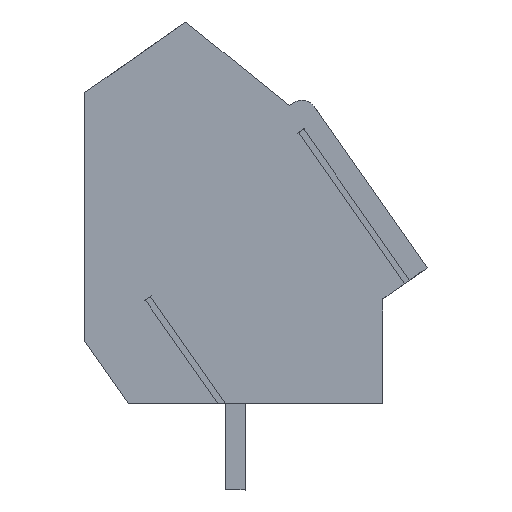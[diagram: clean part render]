
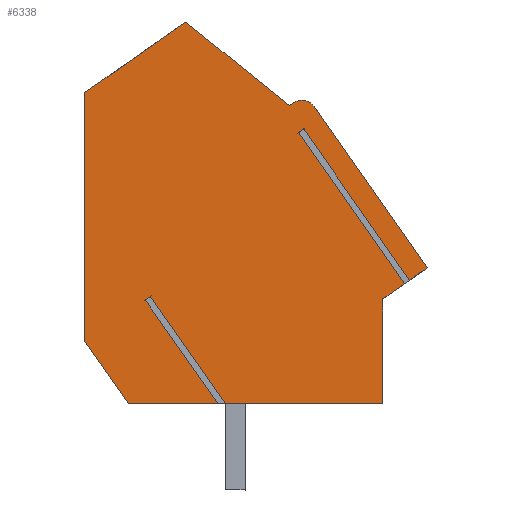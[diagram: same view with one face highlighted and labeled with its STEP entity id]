
A CAD part, left-side view. The second image highlights one B-rep face of the part: STEP entity #6338.
In plain terms, the highlighted planar face has unit normal (-1, 0, 0).
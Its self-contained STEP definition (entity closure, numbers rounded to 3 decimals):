
#4917=AXIS2_PLACEMENT_3D('Circle Axis2P3D',#4915,#4916,$) ;
#6278=AXIS2_PLACEMENT_3D('Plane Axis2P3D',#6275,#6276,#6277) ;
#4563=CARTESIAN_POINT('Vertex',(0.,1.8,3.5)) ;
#4566=CARTESIAN_POINT('Line Origine',(0.,4.996,3.5)) ;
#4570=CARTESIAN_POINT('Vertex',(0.,8.192,3.5)) ;
#4591=CARTESIAN_POINT('Vertex',(0.,8.496,3.5)) ;
#4594=CARTESIAN_POINT('Line Origine',(0.,10.312,3.5)) ;
#4598=CARTESIAN_POINT('Vertex',(0.,12.128,3.5)) ;
#4686=CARTESIAN_POINT('Line Origine',(0.,13.014,4.765)) ;
#4690=CARTESIAN_POINT('Vertex',(0.,13.9,6.03)) ;
#4711=CARTESIAN_POINT('Line Origine',(0.,13.9,11.081)) ;
#4715=CARTESIAN_POINT('Vertex',(0.,13.9,16.132)) ;
#4804=CARTESIAN_POINT('Line Origine',(0.,11.852,17.566)) ;
#4808=CARTESIAN_POINT('Vertex',(0.,9.804,19.)) ;
#4865=CARTESIAN_POINT('Line Origine',(0.,7.696,17.302)) ;
#4869=CARTESIAN_POINT('Vertex',(0.,5.588,15.604)) ;
#4890=CARTESIAN_POINT('Line Origine',(0.,5.506,15.662)) ;
#4894=CARTESIAN_POINT('Vertex',(0.,5.424,15.719)) ;
#4915=CARTESIAN_POINT('Axis2P3D Location',(0.,5.08,15.227)) ;
#4919=CARTESIAN_POINT('Vertex',(0.,4.589,15.572)) ;
#4940=CARTESIAN_POINT('Line Origine',(0.,2.294,12.295)) ;
#4944=CARTESIAN_POINT('Vertex',(0.,0.,9.018)) ;
#5033=CARTESIAN_POINT('Line Origine',(0.,0.358,8.767)) ;
#5037=CARTESIAN_POINT('Vertex',(0.,0.717,8.516)) ;
#5058=CARTESIAN_POINT('Vertex',(0.,0.921,8.373)) ;
#5061=CARTESIAN_POINT('Line Origine',(0.,1.361,8.066)) ;
#5065=CARTESIAN_POINT('Vertex',(0.,1.8,7.758)) ;
#6262=CARTESIAN_POINT('Line Origine',(0.,1.8,5.629)) ;
#6275=CARTESIAN_POINT('Axis2P3D Location',(0.,13.9,0.)) ;
#6280=CARTESIAN_POINT('Line Origine',(0.,9.972,5.608)) ;
#6284=CARTESIAN_POINT('Vertex',(0.,11.448,7.716)) ;
#6287=CARTESIAN_POINT('Line Origine',(0.,11.346,7.788)) ;
#6291=CARTESIAN_POINT('Vertex',(0.,11.244,7.859)) ;
#6294=CARTESIAN_POINT('Line Origine',(0.,9.718,5.68)) ;
#6299=CARTESIAN_POINT('Line Origine',(0.,3.072,11.445)) ;
#6303=CARTESIAN_POINT('Vertex',(0.,5.223,14.517)) ;
#6306=CARTESIAN_POINT('Line Origine',(0.,5.121,14.588)) ;
#6310=CARTESIAN_POINT('Vertex',(0.,5.019,14.66)) ;
#6313=CARTESIAN_POINT('Line Origine',(0.,2.868,11.588)) ;
#4567=DIRECTION('Vector Direction',(0.,1.,0.)) ;
#4595=DIRECTION('Vector Direction',(0.,1.,0.)) ;
#4687=DIRECTION('Vector Direction',(0.,0.574,0.819)) ;
#4712=DIRECTION('Vector Direction',(0.,0.,1.)) ;
#4805=DIRECTION('Vector Direction',(0.,-0.819,0.574)) ;
#4866=DIRECTION('Vector Direction',(0.,-0.779,-0.627)) ;
#4891=DIRECTION('Vector Direction',(0.,-0.819,0.574)) ;
#4916=DIRECTION('Axis2P3D Direction',(-1.,0.,0.)) ;
#4941=DIRECTION('Vector Direction',(0.,-0.574,-0.819)) ;
#5034=DIRECTION('Vector Direction',(0.,0.819,-0.574)) ;
#5062=DIRECTION('Vector Direction',(0.,0.819,-0.574)) ;
#6263=DIRECTION('Vector Direction',(0.,0.,-1.)) ;
#6276=DIRECTION('Axis2P3D Direction',(-1.,0.,0.)) ;
#6277=DIRECTION('Axis2P3D XDirection',(0.,-1.,0.)) ;
#6281=DIRECTION('Vector Direction',(0.,-0.574,-0.819)) ;
#6288=DIRECTION('Vector Direction',(0.,0.819,-0.574)) ;
#6295=DIRECTION('Vector Direction',(0.,-0.574,-0.819)) ;
#6300=DIRECTION('Vector Direction',(0.,-0.574,-0.819)) ;
#6307=DIRECTION('Vector Direction',(0.,0.819,-0.574)) ;
#6314=DIRECTION('Vector Direction',(0.,-0.574,-0.819)) ;
#4568=VECTOR('Line Direction',#4567,1.) ;
#4596=VECTOR('Line Direction',#4595,1.) ;
#4688=VECTOR('Line Direction',#4687,1.) ;
#4713=VECTOR('Line Direction',#4712,1.) ;
#4806=VECTOR('Line Direction',#4805,1.) ;
#4867=VECTOR('Line Direction',#4866,1.) ;
#4892=VECTOR('Line Direction',#4891,1.) ;
#4942=VECTOR('Line Direction',#4941,1.) ;
#5035=VECTOR('Line Direction',#5034,1.) ;
#5063=VECTOR('Line Direction',#5062,1.) ;
#6264=VECTOR('Line Direction',#6263,1.) ;
#6282=VECTOR('Line Direction',#6281,1.) ;
#6289=VECTOR('Line Direction',#6288,1.) ;
#6296=VECTOR('Line Direction',#6295,1.) ;
#6301=VECTOR('Line Direction',#6300,1.) ;
#6308=VECTOR('Line Direction',#6307,1.) ;
#6315=VECTOR('Line Direction',#6314,1.) ;
#6319=ORIENTED_EDGE('',*,*,#5039,.T.) ;
#6320=ORIENTED_EDGE('',*,*,#4946,.T.) ;
#6321=ORIENTED_EDGE('',*,*,#4921,.T.) ;
#6322=ORIENTED_EDGE('',*,*,#4896,.T.) ;
#6323=ORIENTED_EDGE('',*,*,#4871,.T.) ;
#6324=ORIENTED_EDGE('',*,*,#4810,.T.) ;
#6325=ORIENTED_EDGE('',*,*,#4717,.T.) ;
#6326=ORIENTED_EDGE('',*,*,#4692,.T.) ;
#6327=ORIENTED_EDGE('',*,*,#4600,.T.) ;
#6328=ORIENTED_EDGE('',*,*,#6286,.F.) ;
#6329=ORIENTED_EDGE('',*,*,#6293,.F.) ;
#6330=ORIENTED_EDGE('',*,*,#6298,.T.) ;
#6331=ORIENTED_EDGE('',*,*,#4572,.T.) ;
#6332=ORIENTED_EDGE('',*,*,#6266,.T.) ;
#6333=ORIENTED_EDGE('',*,*,#5067,.T.) ;
#6334=ORIENTED_EDGE('',*,*,#6305,.F.) ;
#6335=ORIENTED_EDGE('',*,*,#6312,.F.) ;
#6336=ORIENTED_EDGE('',*,*,#6317,.T.) ;
#6338=ADVANCED_FACE('HOUSING',(#6337),#6279,.T.) ;
#4918=CIRCLE('generated circle',#4917,0.6) ;
#4572=EDGE_CURVE('',#4571,#4564,#4569,.F.) ;
#4600=EDGE_CURVE('',#4599,#4592,#4597,.F.) ;
#4692=EDGE_CURVE('',#4691,#4599,#4689,.F.) ;
#4717=EDGE_CURVE('',#4716,#4691,#4714,.F.) ;
#4810=EDGE_CURVE('',#4809,#4716,#4807,.F.) ;
#4871=EDGE_CURVE('',#4870,#4809,#4868,.F.) ;
#4896=EDGE_CURVE('',#4895,#4870,#4893,.F.) ;
#4921=EDGE_CURVE('',#4920,#4895,#4918,.T.) ;
#4946=EDGE_CURVE('',#4945,#4920,#4943,.F.) ;
#5039=EDGE_CURVE('',#5038,#4945,#5036,.F.) ;
#5067=EDGE_CURVE('',#5066,#5059,#5064,.F.) ;
#6266=EDGE_CURVE('',#4564,#5066,#6265,.F.) ;
#6286=EDGE_CURVE('',#6285,#4592,#6283,.T.) ;
#6293=EDGE_CURVE('',#6292,#6285,#6290,.T.) ;
#6298=EDGE_CURVE('',#6292,#4571,#6297,.T.) ;
#6305=EDGE_CURVE('',#6304,#5059,#6302,.T.) ;
#6312=EDGE_CURVE('',#6311,#6304,#6309,.T.) ;
#6317=EDGE_CURVE('',#6311,#5038,#6316,.T.) ;
#6318=EDGE_LOOP('',(#6319,#6320,#6321,#6322,#6323,#6324,#6325,#6326,#6327,#6328,#6329,#6330,#6331,#6332,#6333,#6334,#6335,#6336)) ;
#6337=FACE_OUTER_BOUND('',#6318,.T.) ;
#4569=LINE('Line',#4566,#4568) ;
#4597=LINE('Line',#4594,#4596) ;
#4689=LINE('Line',#4686,#4688) ;
#4714=LINE('Line',#4711,#4713) ;
#4807=LINE('Line',#4804,#4806) ;
#4868=LINE('Line',#4865,#4867) ;
#4893=LINE('Line',#4890,#4892) ;
#4943=LINE('Line',#4940,#4942) ;
#5036=LINE('Line',#5033,#5035) ;
#5064=LINE('Line',#5061,#5063) ;
#6265=LINE('Line',#6262,#6264) ;
#6283=LINE('Line',#6280,#6282) ;
#6290=LINE('Line',#6287,#6289) ;
#6297=LINE('Line',#6294,#6296) ;
#6302=LINE('Line',#6299,#6301) ;
#6309=LINE('Line',#6306,#6308) ;
#6316=LINE('Line',#6313,#6315) ;
#6279=PLANE('',#6278) ;
#4564=VERTEX_POINT('',#4563) ;
#4571=VERTEX_POINT('',#4570) ;
#4592=VERTEX_POINT('',#4591) ;
#4599=VERTEX_POINT('',#4598) ;
#4691=VERTEX_POINT('',#4690) ;
#4716=VERTEX_POINT('',#4715) ;
#4809=VERTEX_POINT('',#4808) ;
#4870=VERTEX_POINT('',#4869) ;
#4895=VERTEX_POINT('',#4894) ;
#4920=VERTEX_POINT('',#4919) ;
#4945=VERTEX_POINT('',#4944) ;
#5038=VERTEX_POINT('',#5037) ;
#5059=VERTEX_POINT('',#5058) ;
#5066=VERTEX_POINT('',#5065) ;
#6285=VERTEX_POINT('',#6284) ;
#6292=VERTEX_POINT('',#6291) ;
#6304=VERTEX_POINT('',#6303) ;
#6311=VERTEX_POINT('',#6310) ;
